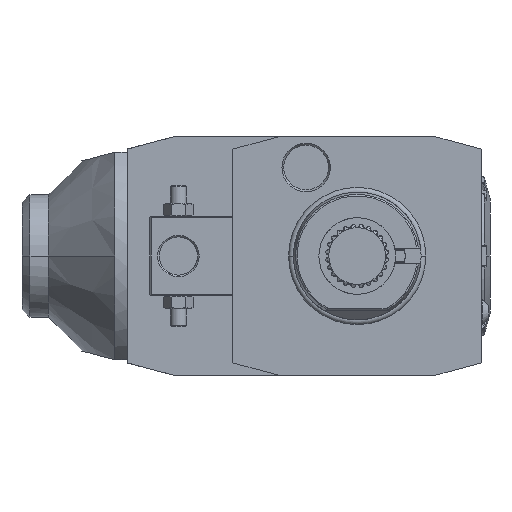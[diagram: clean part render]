
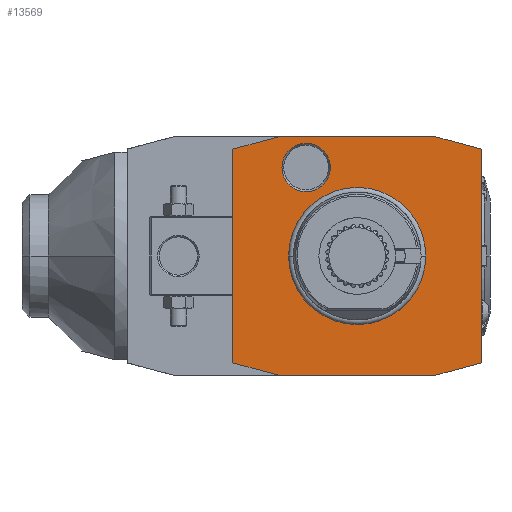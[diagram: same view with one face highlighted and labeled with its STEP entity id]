
A CAD part, front view. The second image highlights one B-rep face of the part: STEP entity #13569.
In plain terms, the highlighted planar face has unit normal (0, -1, 0).
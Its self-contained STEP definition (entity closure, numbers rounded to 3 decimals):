
#1=DIRECTION('',(0.966,0.,0.259));
#2=VECTOR('',#1,15.529);
#3=CARTESIAN_POINT('',(24.,0.,-37.5));
#4=LINE('',#3,#2);
#5=DIRECTION('',(1.,0.,0.));
#6=VECTOR('',#5,48.);
#7=CARTESIAN_POINT('',(-24.,0.,-37.5));
#8=LINE('',#7,#6);
#9=DIRECTION('',(0.966,0.,-0.259));
#10=VECTOR('',#9,15.529);
#11=CARTESIAN_POINT('',(-39.,0.,-33.481));
#12=LINE('',#11,#10);
#13=DIRECTION('',(0.,0.,-1.));
#14=VECTOR('',#13,66.962);
#15=CARTESIAN_POINT('',(-39.,0.,33.481));
#16=LINE('',#15,#14);
#17=DIRECTION('',(-0.966,0.,-0.259));
#18=VECTOR('',#17,15.529);
#19=CARTESIAN_POINT('',(-24.,0.,37.5));
#20=LINE('',#19,#18);
#21=DIRECTION('',(-1.,0.,0.));
#22=VECTOR('',#21,48.);
#23=CARTESIAN_POINT('',(24.,0.,37.5));
#24=LINE('',#23,#22);
#25=DIRECTION('',(-0.966,0.,0.259));
#26=VECTOR('',#25,15.529);
#27=CARTESIAN_POINT('',(39.,0.,33.481));
#28=LINE('',#27,#26);
#29=DIRECTION('',(0.,0.,1.));
#30=VECTOR('',#29,66.962);
#31=CARTESIAN_POINT('',(39.,0.,-33.481));
#32=LINE('',#31,#30);
#33=CARTESIAN_POINT('',(-16.,0.,27.713));
#34=DIRECTION('',(0.,1.,0.));
#35=DIRECTION('',(-1.,0.,0.));
#36=AXIS2_PLACEMENT_3D('',#33,#34,#35);
#38=CARTESIAN_POINT('',(-16.,0.,27.713));
#39=DIRECTION('',(0.,1.,0.));
#40=DIRECTION('',(1.,0.,0.));
#41=AXIS2_PLACEMENT_3D('',#38,#39,#40);
#7380=CARTESIAN_POINT('',(0.,0.,0.));
#7381=DIRECTION('',(0.,-1.,0.));
#7382=DIRECTION('',(1.,0.,0.));
#7383=AXIS2_PLACEMENT_3D('',#7380,#7381,#7382);
#7385=CARTESIAN_POINT('',(0.,0.,0.));
#7386=DIRECTION('',(0.,-1.,0.));
#7387=DIRECTION('',(-1.,0.,0.));
#7388=AXIS2_PLACEMENT_3D('',#7385,#7386,#7387);
#12175=CARTESIAN_POINT('',(-23.577,0.,
27.713));
#12176=CARTESIAN_POINT('',(-8.423,0.,
27.713));
#12177=VERTEX_POINT('',#12175);
#12178=VERTEX_POINT('',#12176);
#13120=CARTESIAN_POINT('',(24.,0.,-37.5));
#13121=CARTESIAN_POINT('',(39.,0.,-33.481));
#13122=VERTEX_POINT('',#13120);
#13123=VERTEX_POINT('',#13121);
#13124=CARTESIAN_POINT('',(39.,0.,33.481));
#13125=VERTEX_POINT('',#13124);
#13126=CARTESIAN_POINT('',(24.,0.,37.5));
#13127=VERTEX_POINT('',#13126);
#13128=CARTESIAN_POINT('',(-24.,0.,37.5));
#13129=VERTEX_POINT('',#13128);
#13130=CARTESIAN_POINT('',(-39.,0.,33.481));
#13131=VERTEX_POINT('',#13130);
#13132=CARTESIAN_POINT('',(-39.,0.,-33.481));
#13133=VERTEX_POINT('',#13132);
#13134=CARTESIAN_POINT('',(-24.,0.,-37.5));
#13135=VERTEX_POINT('',#13134);
#13340=CARTESIAN_POINT('',(21.137,0.,0.));
#13341=CARTESIAN_POINT('',(-21.137,0.,0.));
#13342=VERTEX_POINT('',#13340);
#13343=VERTEX_POINT('',#13341);
#13534=CARTESIAN_POINT('',(0.,0.,0.));
#13535=DIRECTION('',(0.,-1.,0.));
#13536=DIRECTION('',(-1.,0.,0.));
#13537=AXIS2_PLACEMENT_3D('',#13534,#13535,#13536);
#13538=PLANE('',#13537);
#13540=ORIENTED_EDGE('',*,*,#13539,.F.);
#13542=ORIENTED_EDGE('',*,*,#13541,.F.);
#13544=ORIENTED_EDGE('',*,*,#13543,.F.);
#13546=ORIENTED_EDGE('',*,*,#13545,.F.);
#13548=ORIENTED_EDGE('',*,*,#13547,.F.);
#13550=ORIENTED_EDGE('',*,*,#13549,.F.);
#13552=ORIENTED_EDGE('',*,*,#13551,.F.);
#13554=ORIENTED_EDGE('',*,*,#13553,.F.);
#13555=EDGE_LOOP('',(#13540,#13542,#13544,#13546,#13548,#13550,#13552,#13554));
#13556=FACE_OUTER_BOUND('',#13555,.F.);
#13558=ORIENTED_EDGE('',*,*,#13557,.T.);
#13560=ORIENTED_EDGE('',*,*,#13559,.T.);
#13561=EDGE_LOOP('',(#13558,#13560));
#13562=FACE_BOUND('',#13561,.F.);
#13564=ORIENTED_EDGE('',*,*,#13563,.F.);
#13566=ORIENTED_EDGE('',*,*,#13565,.F.);
#13567=EDGE_LOOP('',(#13564,#13566));
#13568=FACE_BOUND('',#13567,.F.);
#37=CIRCLE('',#36,7.577);
#42=CIRCLE('',#41,7.577);
#7384=CIRCLE('',#7383,21.137);
#7389=CIRCLE('',#7388,21.137);
#13539=EDGE_CURVE('',#13122,#13123,#4,.T.);
#13541=EDGE_CURVE('',#13135,#13122,#8,.T.);
#13543=EDGE_CURVE('',#13133,#13135,#12,.T.);
#13545=EDGE_CURVE('',#13131,#13133,#16,.T.);
#13547=EDGE_CURVE('',#13129,#13131,#20,.T.);
#13549=EDGE_CURVE('',#13127,#13129,#24,.T.);
#13551=EDGE_CURVE('',#13125,#13127,#28,.T.);
#13553=EDGE_CURVE('',#13123,#13125,#32,.T.);
#13557=EDGE_CURVE('',#13342,#13343,#7384,.T.);
#13559=EDGE_CURVE('',#13343,#13342,#7389,.T.);
#13563=EDGE_CURVE('',#12177,#12178,#37,.T.);
#13565=EDGE_CURVE('',#12178,#12177,#42,.T.);
#13569=ADVANCED_FACE('',(#13556,#13562,#13568),#13538,.T.);
